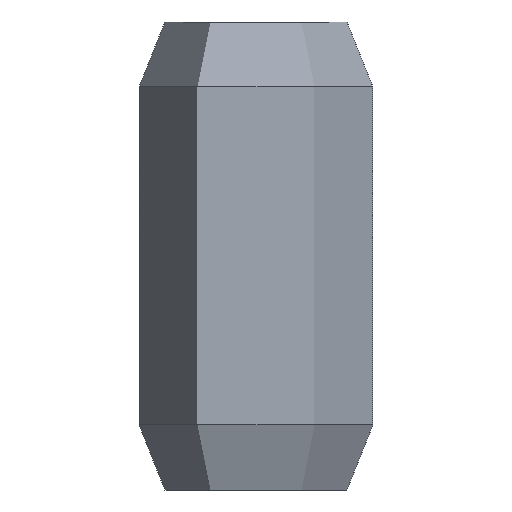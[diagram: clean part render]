
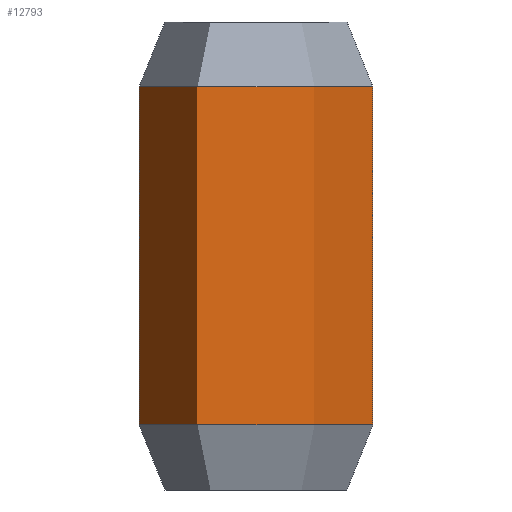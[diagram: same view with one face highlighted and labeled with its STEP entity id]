
A CAD part, front view. The second image highlights one B-rep face of the part: STEP entity #12793.
In plain terms, the highlighted cylindrical face has radius 9 mm (diameter 18 mm), a partial arc.
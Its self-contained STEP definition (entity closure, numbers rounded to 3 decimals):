
#411 = DIRECTION ( 'NONE',  ( 0., 0., 1. ) ) ;
#843 = DIRECTION ( 'NONE',  ( 1., 0., 0. ) ) ;
#1338 = LINE ( 'NONE', #12367, #9166 ) ;
#1353 = AXIS2_PLACEMENT_3D ( 'NONE', #2131, #9513, #843 ) ;
#2131 = CARTESIAN_POINT ( 'NONE',  ( 0., 0., 13. ) ) ;
#2694 = LINE ( 'NONE', #15162, #14568 ) ;
#3679 = DIRECTION ( 'NONE',  ( 0., 0., 1. ) ) ;
#4453 = FACE_OUTER_BOUND ( 'NONE', #9514, .T. ) ;
#6173 = CARTESIAN_POINT ( 'NONE',  ( 0., 0., 18. ) ) ;
#6290 = VERTEX_POINT ( 'NONE', #11965 ) ;
#6418 = ORIENTED_EDGE ( 'NONE', *, *, #9393, .F. ) ;
#8699 = AXIS2_PLACEMENT_3D ( 'NONE', #15251, #411, #10357 ) ;
#9166 = VECTOR ( 'NONE', #13561, 1000. ) ;
#9393 = EDGE_CURVE ( 'NONE', #6290, #11340, #13589, .T. ) ;
#9513 = DIRECTION ( 'NONE',  ( 0., 0., 1. ) ) ;
#9514 = EDGE_LOOP ( 'NONE', ( #14167, #13720, #13004, #6418 ) ) ;
#9934 = VERTEX_POINT ( 'NONE', #14290 ) ;
#10254 = DIRECTION ( 'NONE',  ( 0., 0., 1. ) ) ;
#10357 = DIRECTION ( 'NONE',  ( 1., 0., 0. ) ) ;
#11340 = VERTEX_POINT ( 'NONE', #13727 ) ;
#11965 = CARTESIAN_POINT ( 'NONE',  ( -9., 0., 13. ) ) ;
#12367 = CARTESIAN_POINT ( 'NONE',  ( 9., 0., 18. ) ) ;
#12393 = VERTEX_POINT ( 'NONE', #13985 ) ;
#12585 = CIRCLE ( 'NONE', #8699, 9. ) ;
#12793 = ADVANCED_FACE ( 'NONE', ( #4453 ), #13756, .T. ) ;
#13004 = ORIENTED_EDGE ( 'NONE', *, *, #13972, .T. ) ;
#13076 = EDGE_CURVE ( 'NONE', #12393, #9934, #12585, .T. ) ;
#13561 = DIRECTION ( 'NONE',  ( 0., 0., 1. ) ) ;
#13589 = CIRCLE ( 'NONE', #1353, 9. ) ;
#13720 = ORIENTED_EDGE ( 'NONE', *, *, #13076, .T. ) ;
#13727 = CARTESIAN_POINT ( 'NONE',  ( 9., 0., 13. ) ) ;
#13756 = CYLINDRICAL_SURFACE ( 'NONE', #14593, 9. ) ;
#13972 = EDGE_CURVE ( 'NONE', #9934, #11340, #1338, .T. ) ;
#13985 = CARTESIAN_POINT ( 'NONE',  ( -9., 0., -13. ) ) ;
#14167 = ORIENTED_EDGE ( 'NONE', *, *, #14198, .F. ) ;
#14198 = EDGE_CURVE ( 'NONE', #12393, #6290, #2694, .T. ) ;
#14290 = CARTESIAN_POINT ( 'NONE',  ( 9., 0., -13. ) ) ;
#14568 = VECTOR ( 'NONE', #10254, 1000. ) ;
#14593 = AXIS2_PLACEMENT_3D ( 'NONE', #6173, #3679, #14841 ) ;
#14841 = DIRECTION ( 'NONE',  ( 1., 0., 0. ) ) ;
#15162 = CARTESIAN_POINT ( 'NONE',  ( -9., 0., 18. ) ) ;
#15251 = CARTESIAN_POINT ( 'NONE',  ( 0., 0., -13. ) ) ;
